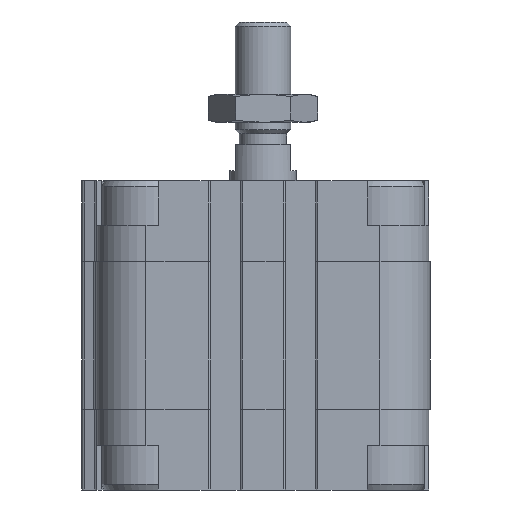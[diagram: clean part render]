
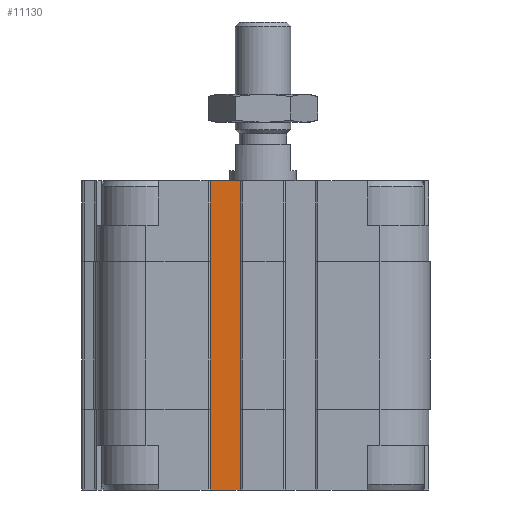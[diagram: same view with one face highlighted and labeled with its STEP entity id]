
A CAD part, left-side view. The second image highlights one B-rep face of the part: STEP entity #11130.
In plain terms, the highlighted face is planar.
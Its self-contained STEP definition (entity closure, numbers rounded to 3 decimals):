
#145=LINE('',#16764,#1187);
#308=LINE('',#17398,#1350);
#309=LINE('',#17400,#1351);
#310=LINE('',#17402,#1352);
#1187=VECTOR('',#13060,1000.);
#1350=VECTOR('',#13601,1000.);
#1351=VECTOR('',#13604,1000.);
#1352=VECTOR('',#13605,1000.);
#2186=PLANE('',#11997);
#3577=ORIENTED_EDGE('',*,*,#6500,.F.);
#3578=ORIENTED_EDGE('',*,*,#6808,.F.);
#3579=ORIENTED_EDGE('',*,*,#6809,.T.);
#3580=ORIENTED_EDGE('',*,*,#6810,.T.);
#6500=EDGE_CURVE('',#8139,#8140,#145,.T.);
#6808=EDGE_CURVE('',#8421,#8139,#308,.T.);
#6809=EDGE_CURVE('',#8421,#8422,#309,.T.);
#6810=EDGE_CURVE('',#8422,#8140,#310,.T.);
#8139=VERTEX_POINT('',#16763);
#8140=VERTEX_POINT('',#16765);
#8421=VERTEX_POINT('',#17397);
#8422=VERTEX_POINT('',#17401);
#9568=EDGE_LOOP('',(#3577,#3578,#3579,#3580));
#10338=FACE_BOUND('',#9568,.T.);
#11130=ADVANCED_FACE('',(#10338),#2186,.T.);
#11997=AXIS2_PLACEMENT_3D('',#17399,#13602,#13603);
#13060=DIRECTION('',(0.,1.,0.));
#13601=DIRECTION('',(0.,0.,1.));
#13602=DIRECTION('',(1.,0.,0.));
#13603=DIRECTION('',(0.,0.,-1.));
#13604=DIRECTION('',(0.,1.,0.));
#13605=DIRECTION('',(0.,0.,1.));
#16763=CARTESIAN_POINT('',(25.,-9.75,0.));
#16764=CARTESIAN_POINT('',(25.,-9.75,0.));
#16765=CARTESIAN_POINT('',(25.,-3.75,0.));
#17397=CARTESIAN_POINT('',(25.,-9.75,-55.5));
#17398=CARTESIAN_POINT('',(25.,-9.75,-14.5));
#17399=CARTESIAN_POINT('',(25.,-9.75,-14.5));
#17400=CARTESIAN_POINT('',(25.,-9.75,-55.5));
#17401=CARTESIAN_POINT('',(25.,-3.75,-55.5));
#17402=CARTESIAN_POINT('',(25.,-3.75,-14.5));
